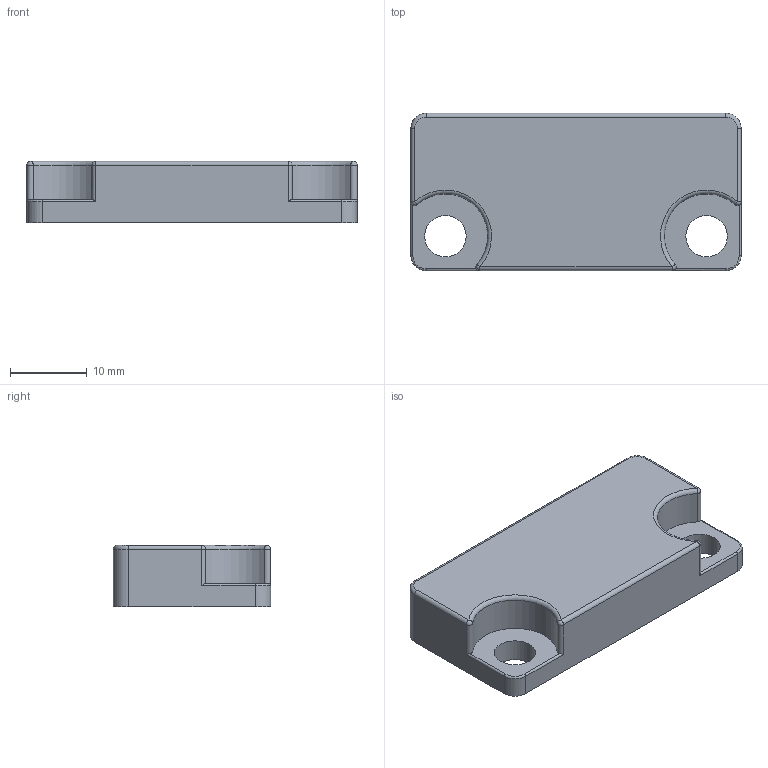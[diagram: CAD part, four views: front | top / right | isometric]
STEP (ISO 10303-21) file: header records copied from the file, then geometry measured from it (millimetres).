
FILE_DESCRIPTION(/* description */ (''),/* implementation_level */ '2;1');
FILE_NAME(/* name */ '803501.stp',/* time_stamp */ '2014-03-24T13:22:35+01:00',/* author */ ('jank'),/* organization */ ('Alutec K&K'),/* preprocessor_version */ 'ST-DEVELOPER v15.2',/* originating_system */ 'Autodesk Inventor 2014',/* authorisation */ '');
FILE_SCHEMA (('AUTOMOTIVE_DESIGN { 1 0 10303 214 3 1 1 }'));
Length unit declared in the file: millimetre
Products named in the file (1): 803501
Bounding box: 43 x 20.5 x 8 mm (x, y, z)
Volume: 6009.8 mm3; surface area: 2742.7 mm2
Topology: 1 solids, 1 shells, 38 faces, 90 edges, 54 vertices
Faces by surface type: cylinder 20, plane 8, torus 6, sphere 4
Full cylindrical faces by diameter (mm): 5.4 x2
Entity records: 1132 total; most frequent: CARTESIAN_POINT 213, DIRECTION 206, ORIENTED_EDGE 172, EDGE_CURVE 86, AXIS2_PLACEMENT_3D 85, VERTEX_POINT 52, CIRCLE 46, EDGE_LOOP 44
